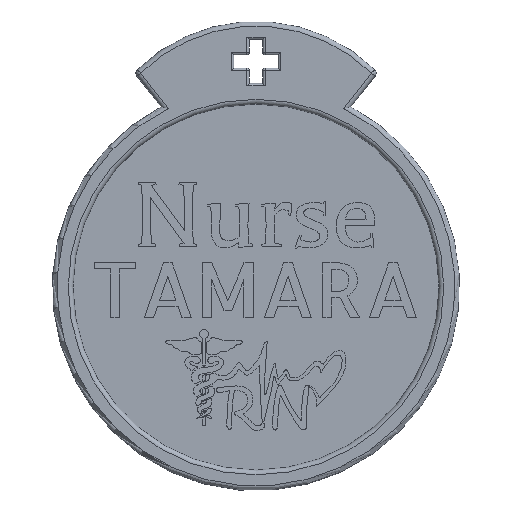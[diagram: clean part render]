
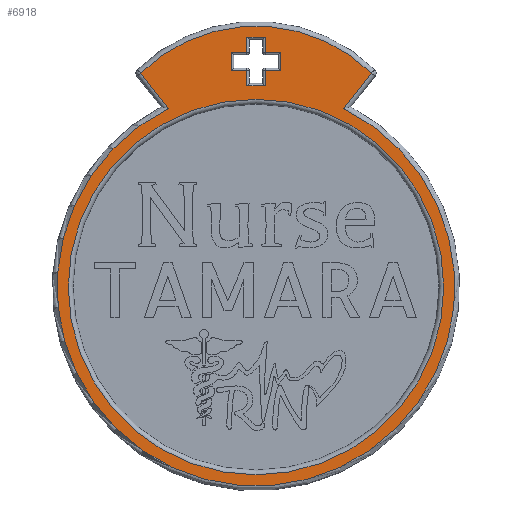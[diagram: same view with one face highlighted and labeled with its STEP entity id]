
A CAD part, front view. The second image highlights one B-rep face of the part: STEP entity #6918.
In plain terms, the highlighted planar face has unit normal (0, -1, 0).
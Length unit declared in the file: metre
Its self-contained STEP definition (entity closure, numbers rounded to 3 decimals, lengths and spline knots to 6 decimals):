
#120=CIRCLE('',#7410,0.057667);
#121=CIRCLE('',#7411,0.06108);
#122=CIRCLE('',#7412,0.050763);
#227=PLANE('',#7409);
#714=LINE('',#11429,#1464);
#715=LINE('',#11434,#1465);
#716=LINE('',#11437,#1466);
#717=LINE('',#11440,#1467);
#718=LINE('',#11442,#1468);
#719=LINE('',#11444,#1469);
#720=LINE('',#11446,#1470);
#721=LINE('',#11448,#1471);
#722=LINE('',#11450,#1472);
#723=LINE('',#11452,#1473);
#724=LINE('',#11454,#1474);
#725=LINE('',#11456,#1475);
#726=LINE('',#11458,#1476);
#727=LINE('',#11460,#1477);
#1464=VECTOR('',#8182,1.);
#1465=VECTOR('',#8185,1.);
#1466=VECTOR('',#8188,1.);
#1467=VECTOR('',#8189,1.);
#1468=VECTOR('',#8190,1.);
#1469=VECTOR('',#8191,1.);
#1470=VECTOR('',#8192,1.);
#1471=VECTOR('',#8193,1.);
#1472=VECTOR('',#8194,1.);
#1473=VECTOR('',#8195,1.);
#1474=VECTOR('',#8196,1.);
#1475=VECTOR('',#8197,1.);
#1476=VECTOR('',#8198,1.);
#1477=VECTOR('',#8199,1.);
#2424=ORIENTED_EDGE('',*,*,#4414,.T.);
#2425=ORIENTED_EDGE('',*,*,#4415,.T.);
#2426=ORIENTED_EDGE('',*,*,#4416,.T.);
#2427=ORIENTED_EDGE('',*,*,#4417,.T.);
#2428=ORIENTED_EDGE('',*,*,#4418,.T.);
#2429=ORIENTED_EDGE('',*,*,#4419,.T.);
#2430=ORIENTED_EDGE('',*,*,#4420,.T.);
#2431=ORIENTED_EDGE('',*,*,#4421,.T.);
#2432=ORIENTED_EDGE('',*,*,#4422,.T.);
#2433=ORIENTED_EDGE('',*,*,#4423,.T.);
#2434=ORIENTED_EDGE('',*,*,#4424,.T.);
#2435=ORIENTED_EDGE('',*,*,#4425,.T.);
#2436=ORIENTED_EDGE('',*,*,#4426,.T.);
#2437=ORIENTED_EDGE('',*,*,#4427,.T.);
#2438=ORIENTED_EDGE('',*,*,#4428,.T.);
#2439=ORIENTED_EDGE('',*,*,#4429,.T.);
#2440=ORIENTED_EDGE('',*,*,#4430,.T.);
#4414=EDGE_CURVE('',#5416,#5416,#120,.F.);
#4415=EDGE_CURVE('',#5417,#5418,#714,.F.);
#4416=EDGE_CURVE('',#5418,#5419,#121,.T.);
#4417=EDGE_CURVE('',#5419,#5420,#715,.T.);
#4418=EDGE_CURVE('',#5420,#5417,#122,.T.);
#4419=EDGE_CURVE('',#5421,#5422,#716,.T.);
#4420=EDGE_CURVE('',#5422,#5423,#717,.T.);
#4421=EDGE_CURVE('',#5423,#5424,#718,.T.);
#4422=EDGE_CURVE('',#5424,#5425,#719,.F.);
#4423=EDGE_CURVE('',#5425,#5426,#720,.T.);
#4424=EDGE_CURVE('',#5426,#5427,#721,.F.);
#4425=EDGE_CURVE('',#5427,#5428,#722,.F.);
#4426=EDGE_CURVE('',#5428,#5429,#723,.F.);
#4427=EDGE_CURVE('',#5429,#5430,#724,.F.);
#4428=EDGE_CURVE('',#5430,#5431,#725,.T.);
#4429=EDGE_CURVE('',#5431,#5432,#726,.F.);
#4430=EDGE_CURVE('',#5432,#5421,#727,.T.);
#5416=VERTEX_POINT('',#11428);
#5417=VERTEX_POINT('',#11430);
#5418=VERTEX_POINT('',#11431);
#5419=VERTEX_POINT('',#11433);
#5420=VERTEX_POINT('',#11435);
#5421=VERTEX_POINT('',#11438);
#5422=VERTEX_POINT('',#11439);
#5423=VERTEX_POINT('',#11441);
#5424=VERTEX_POINT('',#11443);
#5425=VERTEX_POINT('',#11445);
#5426=VERTEX_POINT('',#11447);
#5427=VERTEX_POINT('',#11449);
#5428=VERTEX_POINT('',#11451);
#5429=VERTEX_POINT('',#11453);
#5430=VERTEX_POINT('',#11455);
#5431=VERTEX_POINT('',#11457);
#5432=VERTEX_POINT('',#11459);
#5977=EDGE_LOOP('',(#2424));
#5978=EDGE_LOOP('',(#2425,#2426,#2427,#2428));
#5979=EDGE_LOOP('',(#2429,#2430,#2431,#2432,#2433,#2434,#2435,#2436,#2437,
#2438,#2439,#2440));
#6415=FACE_BOUND('',#5977,.T.);
#6416=FACE_BOUND('',#5978,.T.);
#6417=FACE_BOUND('',#5979,.T.);
#6918=ADVANCED_FACE('',(#6415,#6416,#6417),#227,.T.);
#7409=AXIS2_PLACEMENT_3D('',#11426,#8178,#8179);
#7410=AXIS2_PLACEMENT_3D('',#11427,#8180,#8181);
#7411=AXIS2_PLACEMENT_3D('',#11432,#8183,#8184);
#7412=AXIS2_PLACEMENT_3D('',#11436,#8186,#8187);
#8178=DIRECTION('',(0.,-1.,0.));
#8179=DIRECTION('',(1.,0.,0.));
#8180=DIRECTION('',(0.,-1.,0.));
#8181=DIRECTION('',(0.,0.,-1.));
#8182=DIRECTION('',(-0.616,0.,0.787));
#8183=DIRECTION('',(0.,-1.,0.));
#8184=DIRECTION('',(0.,0.,-1.));
#8185=DIRECTION('',(0.616,0.,0.787));
#8186=DIRECTION('',(0.,-1.,0.));
#8187=DIRECTION('',(0.,0.,-1.));
#8188=DIRECTION('',(0.,0.,-1.));
#8189=DIRECTION('',(1.,0.,0.));
#8190=DIRECTION('',(0.,0.,-1.));
#8191=DIRECTION('',(1.,0.,0.));
#8192=DIRECTION('',(0.,0.,-1.));
#8193=DIRECTION('',(1.,0.,0.));
#8194=DIRECTION('',(0.,0.,-1.));
#8195=DIRECTION('',(1.,0.,0.));
#8196=DIRECTION('',(0.,0.,-1.));
#8197=DIRECTION('',(1.,0.,0.));
#8198=DIRECTION('',(0.,0.,-1.));
#8199=DIRECTION('',(1.,0.,0.));
#11426=CARTESIAN_POINT('',(0.056163,-0.00635,-0.088113));
#11427=CARTESIAN_POINT('',(0.038117,-0.00635,-0.113678));
#11428=CARTESIAN_POINT('',(0.038117,-0.00635,-0.171345));
#11429=CARTESIAN_POINT('',(0.042501,-0.00635,-0.098807));
#11430=CARTESIAN_POINT('',(0.002694,-0.00635,-0.04795));
#11431=CARTESIAN_POINT('',(0.011218,-0.00635,-0.05884));
#11432=CARTESIAN_POINT('',(0.038117,-0.00635,-0.113678));
#11433=CARTESIAN_POINT('',(0.065015,-0.00635,-0.05884));
#11434=CARTESIAN_POINT('',(0.074341,-0.00635,-0.046926));
#11435=CARTESIAN_POINT('',(0.073539,-0.00635,-0.04795));
#11436=CARTESIAN_POINT('',(0.038117,-0.00635,-0.084311));
#11437=CARTESIAN_POINT('',(0.040916,-0.00635,-0.042324));
#11438=CARTESIAN_POINT('',(0.040916,-0.00635,-0.03689));
#11439=CARTESIAN_POINT('',(0.040916,-0.00635,-0.041588));
#11440=CARTESIAN_POINT('',(0.04489,-0.00635,-0.041588));
#11441=CARTESIAN_POINT('',(0.045626,-0.00635,-0.041588));
#11442=CARTESIAN_POINT('',(0.045626,-0.00635,-0.046447));
#11443=CARTESIAN_POINT('',(0.045626,-0.00635,-0.047183));
#11444=CARTESIAN_POINT('',(0.056163,-0.00635,-0.047183));
#11445=CARTESIAN_POINT('',(0.040916,-0.00635,-0.047183));
#11446=CARTESIAN_POINT('',(0.040916,-0.00635,-0.05113));
#11447=CARTESIAN_POINT('',(0.040916,-0.00635,-0.051865));
#11448=CARTESIAN_POINT('',(0.056163,-0.00635,-0.051865));
#11449=CARTESIAN_POINT('',(0.035336,-0.00635,-0.051865));
#11450=CARTESIAN_POINT('',(0.035336,-0.00635,-0.088113));
#11451=CARTESIAN_POINT('',(0.035336,-0.00635,-0.047183));
#11452=CARTESIAN_POINT('',(0.056163,-0.00635,-0.047183));
#11453=CARTESIAN_POINT('',(0.03062,-0.00635,-0.047183));
#11454=CARTESIAN_POINT('',(0.03062,-0.00635,-0.088113));
#11455=CARTESIAN_POINT('',(0.03062,-0.00635,-0.041588));
#11456=CARTESIAN_POINT('',(0.036072,-0.00635,-0.041588));
#11457=CARTESIAN_POINT('',(0.035336,-0.00635,-0.041588));
#11458=CARTESIAN_POINT('',(0.035336,-0.00635,-0.088113));
#11459=CARTESIAN_POINT('',(0.035336,-0.00635,-0.03689));
#11460=CARTESIAN_POINT('',(0.04018,-0.00635,-0.03689));
